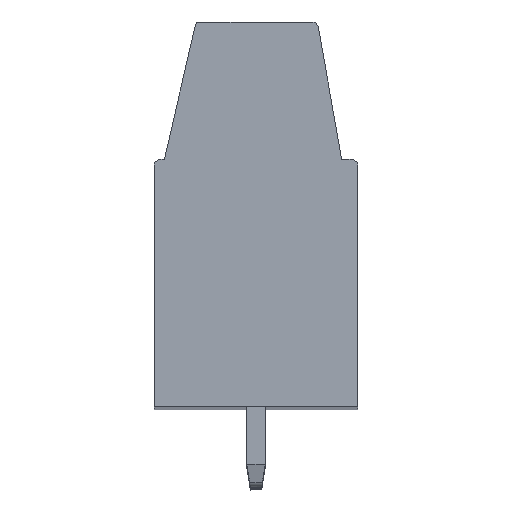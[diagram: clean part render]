
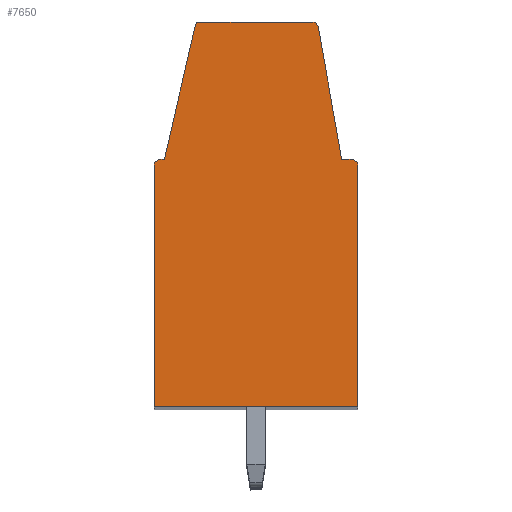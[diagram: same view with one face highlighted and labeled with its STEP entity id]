
A CAD part, top view. The second image highlights one B-rep face of the part: STEP entity #7650.
In plain terms, the highlighted planar face has unit normal (0, 0, 1).
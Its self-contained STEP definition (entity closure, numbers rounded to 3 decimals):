
#24=DIRECTION('',(0.225,0.974,0.));
#25=VECTOR('',#24,5.999);
#26=CARTESIAN_POINT('',(-4.,3.55,72.5));
#27=LINE('',#26,#25);
#28=CARTESIAN_POINT('',(-2.456,9.35,72.5));
#29=DIRECTION('',(0.,0.,-1.));
#30=DIRECTION('',(-0.974,0.225,0.));
#31=AXIS2_PLACEMENT_3D('',#28,#29,#30);
#33=DIRECTION('',(1.,0.,0.));
#34=VECTOR('',#33,4.886);
#35=CARTESIAN_POINT('',(-2.456,9.55,72.5));
#36=LINE('',#35,#34);
#37=CARTESIAN_POINT('',(2.43,9.25,72.5));
#38=DIRECTION('',(0.,0.,-1.));
#39=DIRECTION('',(0.,1.,0.));
#40=AXIS2_PLACEMENT_3D('',#37,#38,#39);
#42=DIRECTION('',(0.174,-0.985,0.));
#43=VECTOR('',#42,5.841);
#44=CARTESIAN_POINT('',(2.726,9.302,72.5));
#45=LINE('',#44,#43);
#46=DIRECTION('',(1.,0.,0.));
#47=VECTOR('',#46,0.41);
#48=CARTESIAN_POINT('',(3.74,3.55,72.5));
#49=LINE('',#48,#47);
#50=CARTESIAN_POINT('',(4.15,3.25,72.5));
#51=DIRECTION('',(0.,0.,-1.));
#52=DIRECTION('',(0.,1.,0.));
#53=AXIS2_PLACEMENT_3D('',#50,#51,#52);
#55=DIRECTION('',(0.,-1.,0.));
#56=VECTOR('',#55,10.5);
#57=CARTESIAN_POINT('',(4.45,3.25,72.5));
#58=LINE('',#57,#56);
#59=DIRECTION('',(-1.,0.,0.));
#60=VECTOR('',#59,8.9);
#61=CARTESIAN_POINT('',(4.45,-7.25,72.5));
#62=LINE('',#61,#60);
#63=DIRECTION('',(0.,1.,0.));
#64=VECTOR('',#63,10.5);
#65=CARTESIAN_POINT('',(-4.45,-7.25,72.5));
#66=LINE('',#65,#64);
#67=CARTESIAN_POINT('',(-4.15,3.25,72.5));
#68=DIRECTION('',(0.,0.,-1.));
#69=DIRECTION('',(-1.,0.,0.));
#70=AXIS2_PLACEMENT_3D('',#67,#68,#69);
#72=DIRECTION('',(1.,0.,0.));
#73=VECTOR('',#72,0.15);
#74=CARTESIAN_POINT('',(-4.15,3.55,72.5));
#75=LINE('',#74,#73);
#6116=CARTESIAN_POINT('',(-4.,3.55,72.5));
#6117=CARTESIAN_POINT('',(-2.651,9.395,72.5));
#6118=VERTEX_POINT('',#6116);
#6119=VERTEX_POINT('',#6117);
#6120=CARTESIAN_POINT('',(-4.15,3.55,72.5));
#6121=VERTEX_POINT('',#6120);
#6122=CARTESIAN_POINT('',(-4.45,3.25,72.5));
#6123=VERTEX_POINT('',#6122);
#6124=CARTESIAN_POINT('',(-4.45,-7.25,72.5));
#6125=VERTEX_POINT('',#6124);
#6126=CARTESIAN_POINT('',(4.45,-7.25,72.5));
#6127=VERTEX_POINT('',#6126);
#6128=CARTESIAN_POINT('',(4.45,3.25,72.5));
#6129=VERTEX_POINT('',#6128);
#6130=CARTESIAN_POINT('',(4.15,3.55,72.5));
#6131=VERTEX_POINT('',#6130);
#6132=CARTESIAN_POINT('',(3.74,3.55,72.5));
#6133=VERTEX_POINT('',#6132);
#6134=CARTESIAN_POINT('',(2.726,9.302,72.5));
#6135=VERTEX_POINT('',#6134);
#6136=CARTESIAN_POINT('',(2.43,9.55,72.5));
#6137=VERTEX_POINT('',#6136);
#6138=CARTESIAN_POINT('',(-2.456,9.55,72.5));
#6139=VERTEX_POINT('',#6138);
#7619=CARTESIAN_POINT('',(0.,0.,72.5));
#7620=DIRECTION('',(0.,0.,1.));
#7621=DIRECTION('',(1.,0.,0.));
#7622=AXIS2_PLACEMENT_3D('',#7619,#7620,#7621);
#7623=PLANE('',#7622);
#7625=ORIENTED_EDGE('',*,*,#7624,.T.);
#7627=ORIENTED_EDGE('',*,*,#7626,.T.);
#7629=ORIENTED_EDGE('',*,*,#7628,.T.);
#7631=ORIENTED_EDGE('',*,*,#7630,.T.);
#7633=ORIENTED_EDGE('',*,*,#7632,.T.);
#7635=ORIENTED_EDGE('',*,*,#7634,.T.);
#7637=ORIENTED_EDGE('',*,*,#7636,.T.);
#7639=ORIENTED_EDGE('',*,*,#7638,.T.);
#7641=ORIENTED_EDGE('',*,*,#7640,.T.);
#7643=ORIENTED_EDGE('',*,*,#7642,.T.);
#7645=ORIENTED_EDGE('',*,*,#7644,.T.);
#7647=ORIENTED_EDGE('',*,*,#7646,.T.);
#7648=EDGE_LOOP('',(#7625,#7627,#7629,#7631,#7633,#7635,#7637,#7639,#7641,#7643,
#7645,#7647));
#7649=FACE_OUTER_BOUND('',#7648,.F.);
#32=CIRCLE('',#31,0.2);
#41=CIRCLE('',#40,0.3);
#54=CIRCLE('',#53,0.3);
#71=CIRCLE('',#70,0.3);
#7624=EDGE_CURVE('',#6118,#6119,#27,.T.);
#7626=EDGE_CURVE('',#6119,#6139,#32,.T.);
#7628=EDGE_CURVE('',#6139,#6137,#36,.T.);
#7630=EDGE_CURVE('',#6137,#6135,#41,.T.);
#7632=EDGE_CURVE('',#6135,#6133,#45,.T.);
#7634=EDGE_CURVE('',#6133,#6131,#49,.T.);
#7636=EDGE_CURVE('',#6131,#6129,#54,.T.);
#7638=EDGE_CURVE('',#6129,#6127,#58,.T.);
#7640=EDGE_CURVE('',#6127,#6125,#62,.T.);
#7642=EDGE_CURVE('',#6125,#6123,#66,.T.);
#7644=EDGE_CURVE('',#6123,#6121,#71,.T.);
#7646=EDGE_CURVE('',#6121,#6118,#75,.T.);
#7650=ADVANCED_FACE('',(#7649),#7623,.T.);
